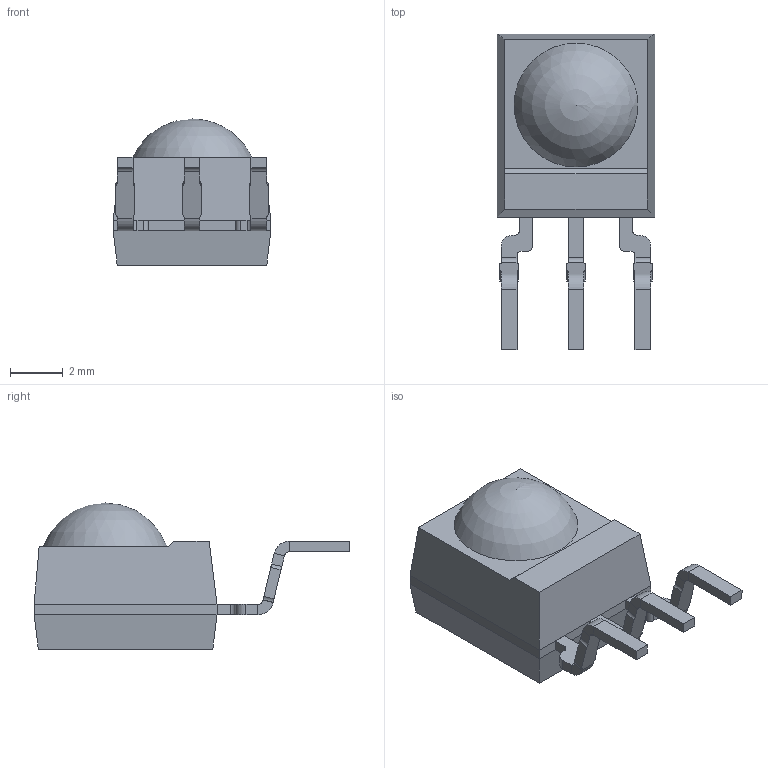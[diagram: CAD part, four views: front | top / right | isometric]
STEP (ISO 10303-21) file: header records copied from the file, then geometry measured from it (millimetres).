
FILE_DESCRIPTION((''),'2;1');
FILE_NAME('Mold_DL.stp','2015-04-28T15:59:00',('gobenland'),(''),'Autodesk Inventor 2013','Autodesk Inventor 2013','');
FILE_SCHEMA(('AUTOMOTIVE_DESIGN { 1 0 10303 214 1 1 1 1 }'));
Length unit declared in the file: millimetre
Products named in the file (3): GO-100184.38; GO-100184; GO-100184.038
Assembly tree (2 placements, depth 2):
  GO-100184.38
    GO-100184
    GO-100184.038
Bounding box: 6 x 12 x 5.55 mm (x, y, z)
Volume: 176.5 mm3; surface area: 226.5 mm2
Topology: 4 solids, 4 shells, 123 faces, 289 edges, 174 vertices
Faces by surface type: plane 90, cylinder 32, sphere 1
Entity records: 3512 total; most frequent: DIRECTION 608, CARTESIAN_POINT 588, ORIENTED_EDGE 574, EDGE_CURVE 287, VECTOR 222, LINE 222, AXIS2_PLACEMENT_3D 193, VERTEX_POINT 173
